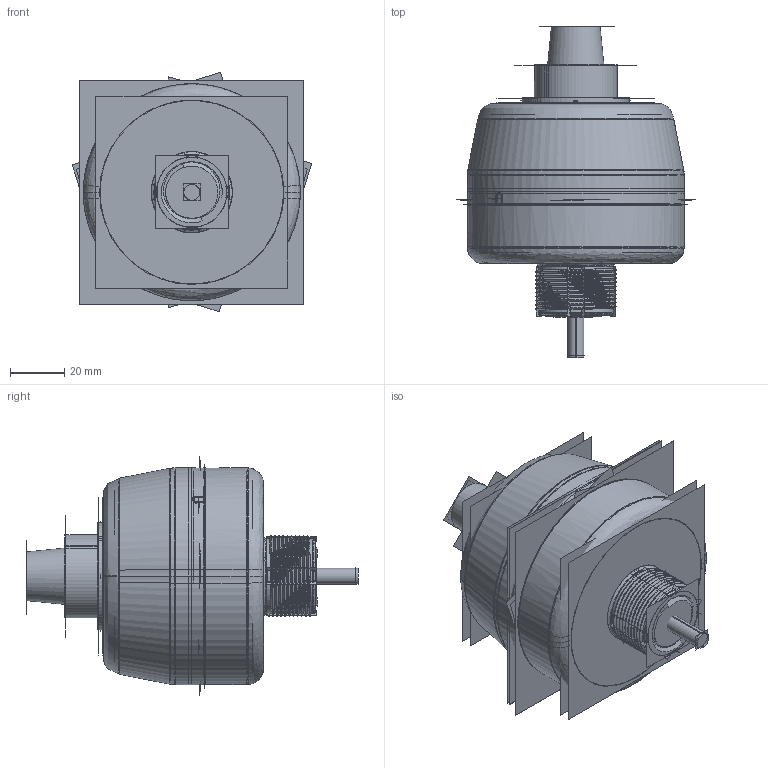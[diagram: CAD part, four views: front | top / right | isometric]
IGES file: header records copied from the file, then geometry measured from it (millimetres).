
Start section:  PTC IGES file: 212799.igs
Global section: file name: 212799.igs; native system: Creo Parametric by PTC Inc.; preprocessor: 2018300; author: pdmadmin; organization: Unknown; date: 20190626.104117; units: millimetre
Bounding box: 88.44 x 122.43 x 88.44 mm (x, y, z)
Volume: 110193.4 mm3; surface area: 435827.4 mm2
Topology: 10 solids, 10 shells, 1438 faces, 7320 edges, 9257 vertices
Faces by surface type: revolution 770, bspline 668
